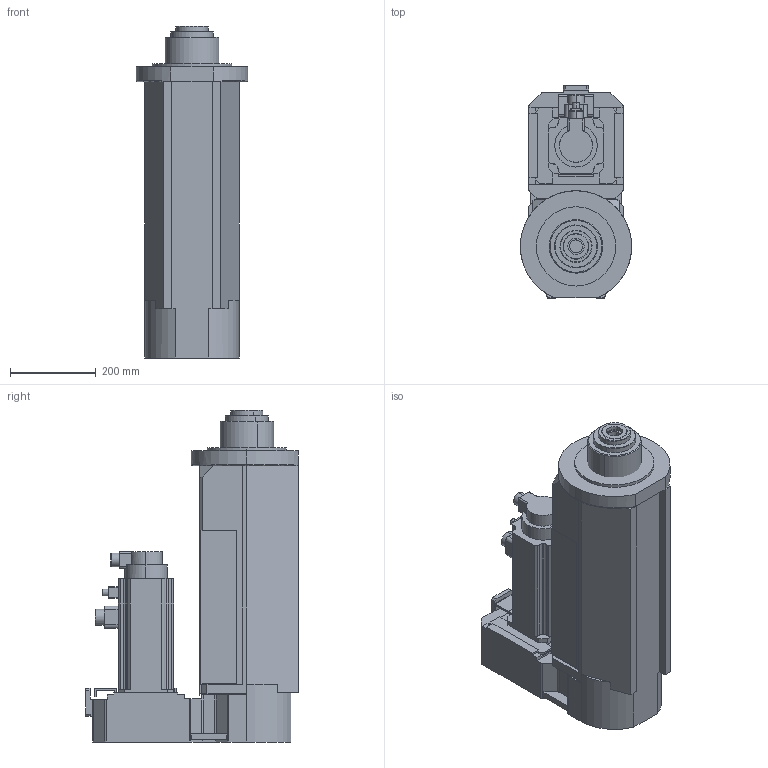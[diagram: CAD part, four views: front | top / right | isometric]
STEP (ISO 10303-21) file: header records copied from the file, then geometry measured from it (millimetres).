
FILE_DESCRIPTION (( 'STEP AP203' ), '1' );
FILE_NAME ('JPUF-5004（フランジ）外形図.STEP', '2007-05-30T04:59:04', ( '' ), ( '' ), 'SwSTEP 2.0', 'SolidWorks 2006104', '' );
FILE_SCHEMA (( 'CONFIG_CONTROL_DESIGN' ));
Length unit declared in the file: millimetre
Products named in the file (3): 儔儉_棉太倌; JPUF-5004(ﾌﾗﾝｼﾞ)_ﾃﾞﾌｫﾙﾄ; JPUF-5004（フランジ）外形図
Assembly tree (2 placements, depth 2):
  JPUF-5004（フランジ）外形図
    儔儉_棉太倌
    JPUF-5004(ﾌﾗﾝｼﾞ)_ﾃﾞﾌｫﾙﾄ
Bounding box: 260 x 496 x 775 mm (x, y, z)
Volume: 42809495.8 mm3; surface area: 1192995.6 mm2
Topology: 2 solids, 2 shells, 338 faces, 931 edges, 611 vertices
Faces by surface type: plane 236, cylinder 84, cone 14, bspline 4
Entity records: 11354 total; most frequent: CARTESIAN_POINT 2299, ORIENTED_EDGE 1862, DIRECTION 1792, EDGE_CURVE 931, VECTOR 720, LINE 720, VERTEX_POINT 611, AXIS2_PLACEMENT_3D 536
